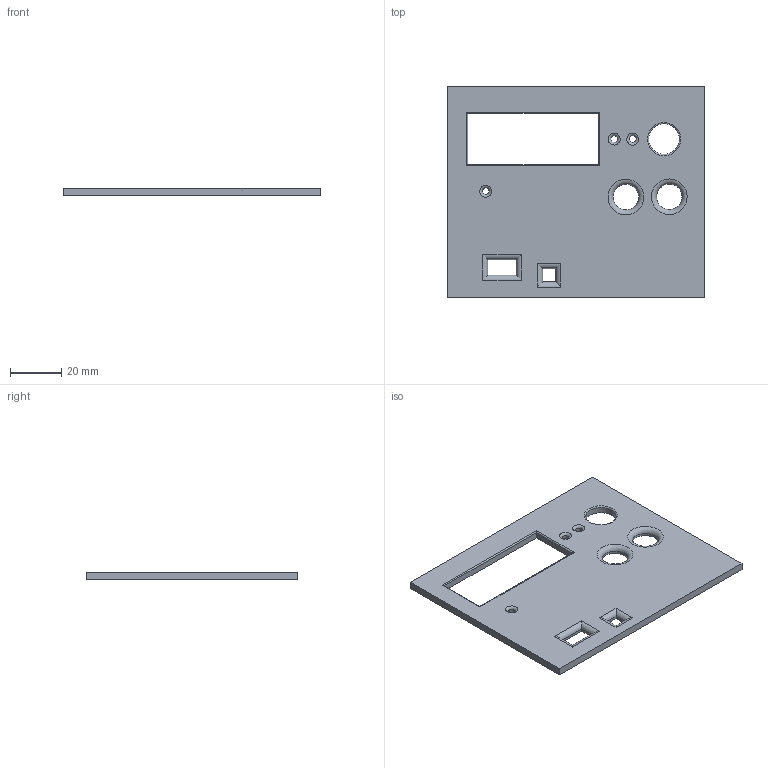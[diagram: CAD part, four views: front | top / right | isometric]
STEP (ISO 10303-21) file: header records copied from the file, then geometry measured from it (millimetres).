
FILE_DESCRIPTION(/* description */ (''),/* implementation_level */ '2;1');
FILE_NAME(/* name */ 'Phase_B_PCB_Top_Casing.step',/* time_stamp */ '2023-04-20T12:45:09-06:00',/* author */ (''),/* organization */ (''),/* preprocessor_version */ 'ST-DEVELOPER v19.2',/* originating_system */ 'Autodesk Translation Framework v12.4.0.73',/* authorisation */ '');
FILE_SCHEMA (('AUTOMOTIVE_DESIGN { 1 0 10303 214 3 1 1 }'));
Length unit declared in the file: millimetre
Products named in the file (1): Phase_B_PCB_Top_Casing_v3
Bounding box: 101 x 83 x 3 mm (x, y, z)
Volume: 20795.8 mm3; surface area: 15883.8 mm2
Topology: 1 solids, 1 shells, 42 faces, 102 edges, 62 vertices
Faces by surface type: cylinder 18, plane 18, torus 6
Full cylindrical faces by diameter (mm): 2.7 x3, 10 x2, 12 x1
Entity records: 1294 total; most frequent: DIRECTION 224, CARTESIAN_POINT 207, ORIENTED_EDGE 204, EDGE_CURVE 102, AXIS2_PLACEMENT_3D 79, LINE 66, VECTOR 66, VERTEX_POINT 62
